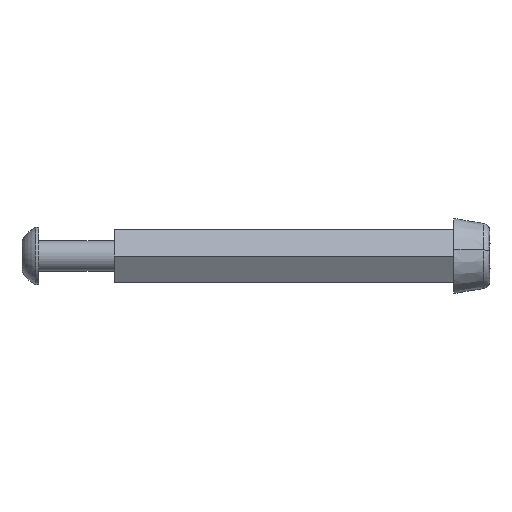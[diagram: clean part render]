
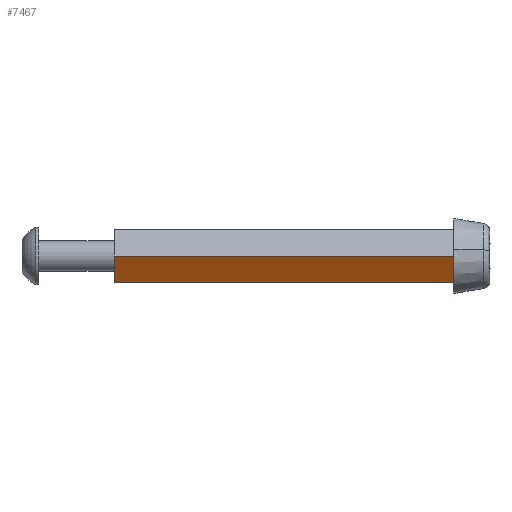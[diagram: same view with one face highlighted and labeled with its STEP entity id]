
A CAD part, left-side view. The second image highlights one B-rep face of the part: STEP entity #7467.
In plain terms, the highlighted face is planar.
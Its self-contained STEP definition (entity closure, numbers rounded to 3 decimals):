
#69 = DIRECTION ( 'NONE',  ( 0., 1., 0. ) ) ;
#269 = EDGE_CURVE ( 'NONE', #2114, #11624, #11013, .T. ) ;
#710 = CARTESIAN_POINT ( 'NONE',  ( 3.5, 2.021, 0. ) ) ;
#804 = CARTESIAN_POINT ( 'NONE',  ( 3.5, -2.021, 0. ) ) ;
#881 = DIRECTION ( 'NONE',  ( 0., 1., 0. ) ) ;
#1069 = VECTOR ( 'NONE', #6492, 1000. ) ;
#1079 = FACE_OUTER_BOUND ( 'NONE', #10348, .T. ) ;
#1370 = DIRECTION ( 'NONE',  ( 0., -1., 0. ) ) ;
#1477 = LINE ( 'NONE', #6267, #1757 ) ;
#1572 = DIRECTION ( 'NONE',  ( 0., 0., -1. ) ) ;
#1736 = CARTESIAN_POINT ( 'NONE',  ( 3.5, 2.021, 45. ) ) ;
#1757 = VECTOR ( 'NONE', #881, 1000. ) ;
#2114 = VERTEX_POINT ( 'NONE', #804 ) ;
#2321 = ORIENTED_EDGE ( 'NONE', *, *, #269, .T. ) ;
#2979 = CARTESIAN_POINT ( 'NONE',  ( 3.5, -2.021, 0. ) ) ;
#3798 = AXIS2_PLACEMENT_3D ( 'NONE', #5941, #6849, #1370 ) ;
#3874 = LINE ( 'NONE', #9343, #1069 ) ;
#4007 = LINE ( 'NONE', #10385, #8298 ) ;
#4271 = ORIENTED_EDGE ( 'NONE', *, *, #8299, .T. ) ;
#5941 = CARTESIAN_POINT ( 'NONE',  ( 3.5, -2.021, 45. ) ) ;
#5942 = EDGE_CURVE ( 'NONE', #8234, #9278, #1477, .T. ) ;
#6267 = CARTESIAN_POINT ( 'NONE',  ( 3.5, -2.021, 45. ) ) ;
#6492 = DIRECTION ( 'NONE',  ( 0., 0., -1. ) ) ;
#6558 = ORIENTED_EDGE ( 'NONE', *, *, #5942, .F. ) ;
#6849 = DIRECTION ( 'NONE',  ( -1., 0., 0. ) ) ;
#7467 = ADVANCED_FACE ( 'NONE', ( #1079 ), #8767, .F. ) ;
#8198 = EDGE_CURVE ( 'NONE', #9278, #11624, #3874, .T. ) ;
#8234 = VERTEX_POINT ( 'NONE', #11212 ) ;
#8298 = VECTOR ( 'NONE', #1572, 1000. ) ;
#8299 = EDGE_CURVE ( 'NONE', #8234, #2114, #4007, .T. ) ;
#8652 = VECTOR ( 'NONE', #69, 1000. ) ;
#8767 = PLANE ( 'NONE',  #3798 ) ;
#9278 = VERTEX_POINT ( 'NONE', #1736 ) ;
#9343 = CARTESIAN_POINT ( 'NONE',  ( 3.5, 2.021, 45. ) ) ;
#10348 = EDGE_LOOP ( 'NONE', ( #2321, #10908, #6558, #4271 ) ) ;
#10385 = CARTESIAN_POINT ( 'NONE',  ( 3.5, -2.021, 45. ) ) ;
#10908 = ORIENTED_EDGE ( 'NONE', *, *, #8198, .F. ) ;
#11013 = LINE ( 'NONE', #2979, #8652 ) ;
#11212 = CARTESIAN_POINT ( 'NONE',  ( 3.5, -2.021, 45. ) ) ;
#11624 = VERTEX_POINT ( 'NONE', #710 ) ;
